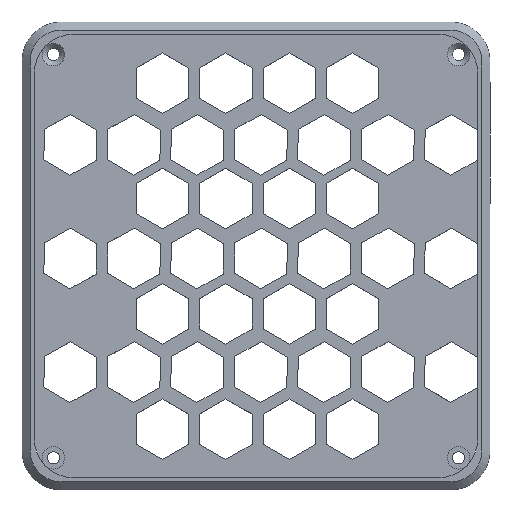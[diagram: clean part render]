
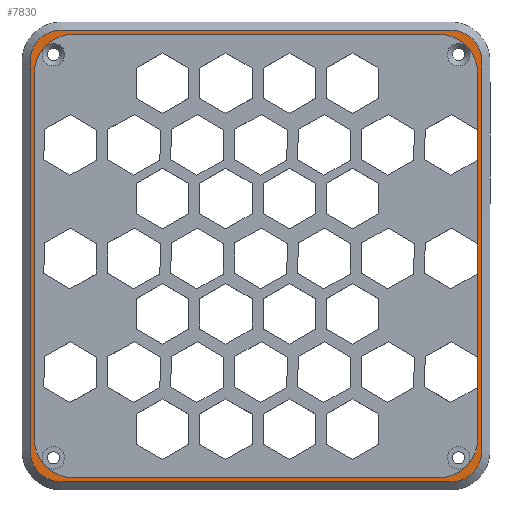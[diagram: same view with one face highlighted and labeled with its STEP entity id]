
A CAD part, top view. The second image highlights one B-rep face of the part: STEP entity #7830.
In plain terms, the highlighted planar face has unit normal (0, 0, 1).
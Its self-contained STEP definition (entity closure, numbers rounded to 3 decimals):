
#159=FACE_BOUND('',#1308,.T.);
#464=PLANE('',#8356);
#873=FACE_OUTER_BOUND('',#1307,.T.);
#1307=EDGE_LOOP('',(#7383,#7384,#7385,#7386,#7387,#7388,#7389,#7390));
#1308=EDGE_LOOP('',(#7391,#7392,#7393,#7394,#7395,#7396,#7397,#7398));
#2254=LINE('',#12764,#3214);
#2258=LINE('',#12773,#3218);
#2261=LINE('',#12781,#3221);
#2264=LINE('',#12789,#3224);
#2265=LINE('',#12797,#3225);
#2266=LINE('',#12801,#3226);
#2267=LINE('',#12805,#3227);
#2268=LINE('',#12808,#3228);
#3214=VECTOR('',#10290,10.);
#3218=VECTOR('',#10300,10.);
#3221=VECTOR('',#10309,10.);
#3224=VECTOR('',#10318,10.);
#3225=VECTOR('',#10327,10.);
#3226=VECTOR('',#10330,10.);
#3227=VECTOR('',#10333,10.);
#3228=VECTOR('',#10336,10.);
#3328=CIRCLE('',#8346,7.525);
#3329=CIRCLE('',#8349,7.525);
#3330=CIRCLE('',#8352,7.525);
#3331=CIRCLE('',#8355,7.525);
#3332=CIRCLE('',#8357,9.525);
#3333=CIRCLE('',#8358,9.525);
#3334=CIRCLE('',#8359,9.525);
#3335=CIRCLE('',#8360,9.525);
#4060=VERTEX_POINT('',#12761);
#4061=VERTEX_POINT('',#12763);
#4062=VERTEX_POINT('',#12767);
#4063=VERTEX_POINT('',#12771);
#4064=VERTEX_POINT('',#12775);
#4065=VERTEX_POINT('',#12779);
#4066=VERTEX_POINT('',#12783);
#4067=VERTEX_POINT('',#12787);
#4068=VERTEX_POINT('',#12793);
#4069=VERTEX_POINT('',#12794);
#4070=VERTEX_POINT('',#12796);
#4071=VERTEX_POINT('',#12798);
#4072=VERTEX_POINT('',#12800);
#4073=VERTEX_POINT('',#12802);
#4074=VERTEX_POINT('',#12804);
#4075=VERTEX_POINT('',#12806);
#5174=EDGE_CURVE('',#4060,#4061,#2254,.T.);
#5177=EDGE_CURVE('',#4062,#4060,#3328,.T.);
#5179=EDGE_CURVE('',#4063,#4062,#2258,.T.);
#5181=EDGE_CURVE('',#4064,#4063,#3329,.T.);
#5183=EDGE_CURVE('',#4065,#4064,#2261,.T.);
#5185=EDGE_CURVE('',#4066,#4065,#3330,.T.);
#5187=EDGE_CURVE('',#4067,#4066,#2264,.T.);
#5188=EDGE_CURVE('',#4061,#4067,#3331,.T.);
#5189=EDGE_CURVE('',#4068,#4069,#3332,.T.);
#5190=EDGE_CURVE('',#4069,#4070,#2265,.T.);
#5191=EDGE_CURVE('',#4070,#4071,#3333,.T.);
#5192=EDGE_CURVE('',#4071,#4072,#2266,.T.);
#5193=EDGE_CURVE('',#4072,#4073,#3334,.T.);
#5194=EDGE_CURVE('',#4073,#4074,#2267,.T.);
#5195=EDGE_CURVE('',#4074,#4075,#3335,.T.);
#5196=EDGE_CURVE('',#4075,#4068,#2268,.T.);
#7383=ORIENTED_EDGE('',*,*,#5174,.F.);
#7384=ORIENTED_EDGE('',*,*,#5177,.F.);
#7385=ORIENTED_EDGE('',*,*,#5179,.F.);
#7386=ORIENTED_EDGE('',*,*,#5181,.F.);
#7387=ORIENTED_EDGE('',*,*,#5183,.F.);
#7388=ORIENTED_EDGE('',*,*,#5185,.F.);
#7389=ORIENTED_EDGE('',*,*,#5187,.F.);
#7390=ORIENTED_EDGE('',*,*,#5188,.F.);
#7391=ORIENTED_EDGE('',*,*,#5189,.T.);
#7392=ORIENTED_EDGE('',*,*,#5190,.T.);
#7393=ORIENTED_EDGE('',*,*,#5191,.T.);
#7394=ORIENTED_EDGE('',*,*,#5192,.T.);
#7395=ORIENTED_EDGE('',*,*,#5193,.T.);
#7396=ORIENTED_EDGE('',*,*,#5194,.T.);
#7397=ORIENTED_EDGE('',*,*,#5195,.T.);
#7398=ORIENTED_EDGE('',*,*,#5196,.T.);
#7830=ADVANCED_FACE('',(#873,#159),#464,.T.);
#8346=AXIS2_PLACEMENT_3D('',#12769,#10295,#10296);
#8349=AXIS2_PLACEMENT_3D('',#12777,#10304,#10305);
#8352=AXIS2_PLACEMENT_3D('',#12785,#10313,#10314);
#8355=AXIS2_PLACEMENT_3D('',#12791,#10321,#10322);
#8356=AXIS2_PLACEMENT_3D('',#12792,#10323,#10324);
#8357=AXIS2_PLACEMENT_3D('',#12795,#10325,#10326);
#8358=AXIS2_PLACEMENT_3D('',#12799,#10328,#10329);
#8359=AXIS2_PLACEMENT_3D('',#12803,#10331,#10332);
#8360=AXIS2_PLACEMENT_3D('',#12807,#10334,#10335);
#10290=DIRECTION('',(0.,1.,0.));
#10295=DIRECTION('center_axis',(0.,0.,-1.));
#10296=DIRECTION('ref_axis',(-1.,0.,0.));
#10300=DIRECTION('',(-1.,0.,0.));
#10304=DIRECTION('center_axis',(0.,0.,-1.));
#10305=DIRECTION('ref_axis',(0.,-1.,0.));
#10309=DIRECTION('',(0.,-1.,0.));
#10313=DIRECTION('center_axis',(0.,0.,-1.));
#10314=DIRECTION('ref_axis',(1.,0.,0.));
#10318=DIRECTION('',(1.,0.,0.));
#10321=DIRECTION('center_axis',(0.,0.,-1.));
#10322=DIRECTION('ref_axis',(0.,1.,0.));
#10323=DIRECTION('center_axis',(0.,0.,1.));
#10324=DIRECTION('ref_axis',(1.,0.,0.));
#10325=DIRECTION('center_axis',(0.,0.,-1.));
#10326=DIRECTION('ref_axis',(0.,1.,0.));
#10327=DIRECTION('',(1.,0.,0.));
#10328=DIRECTION('center_axis',(0.,0.,-1.));
#10329=DIRECTION('ref_axis',(1.,0.,0.));
#10330=DIRECTION('',(0.,-1.,0.));
#10331=DIRECTION('center_axis',(0.,0.,-1.));
#10332=DIRECTION('ref_axis',(0.,-1.,0.));
#10333=DIRECTION('',(-1.,0.,0.));
#10334=DIRECTION('center_axis',(0.,0.,-1.));
#10335=DIRECTION('ref_axis',(-1.,0.,0.));
#10336=DIRECTION('',(0.,1.,0.));
#12761=CARTESIAN_POINT('',(-55.15,-47.625,33.75));
#12763=CARTESIAN_POINT('',(-55.15,47.625,33.75));
#12764=CARTESIAN_POINT('',(-55.15,23.813,33.75));
#12767=CARTESIAN_POINT('',(-47.625,-55.15,33.75));
#12769=CARTESIAN_POINT('Origin',(-47.625,-47.625,33.75));
#12771=CARTESIAN_POINT('',(47.625,-55.15,33.75));
#12773=CARTESIAN_POINT('',(-23.813,-55.15,33.75));
#12775=CARTESIAN_POINT('',(55.15,-47.625,33.75));
#12777=CARTESIAN_POINT('Origin',(47.625,-47.625,33.75));
#12779=CARTESIAN_POINT('',(55.15,47.625,33.75));
#12781=CARTESIAN_POINT('',(55.15,-23.813,33.75));
#12783=CARTESIAN_POINT('',(47.625,55.15,33.75));
#12785=CARTESIAN_POINT('Origin',(47.625,47.625,33.75));
#12787=CARTESIAN_POINT('',(-47.625,55.15,33.75));
#12789=CARTESIAN_POINT('',(23.813,55.15,33.75));
#12791=CARTESIAN_POINT('Origin',(-47.625,47.625,33.75));
#12792=CARTESIAN_POINT('Origin',(0.,0.,33.75));
#12793=CARTESIAN_POINT('',(-54.15,44.625,33.75));
#12794=CARTESIAN_POINT('',(-44.625,54.15,33.75));
#12795=CARTESIAN_POINT('Origin',(-44.625,44.625,33.75));
#12796=CARTESIAN_POINT('',(44.625,54.15,33.75));
#12797=CARTESIAN_POINT('',(-44.625,54.15,33.75));
#12798=CARTESIAN_POINT('',(54.15,44.625,33.75));
#12799=CARTESIAN_POINT('Origin',(44.625,44.625,33.75));
#12800=CARTESIAN_POINT('',(54.15,-44.625,33.75));
#12801=CARTESIAN_POINT('',(54.15,44.625,33.75));
#12802=CARTESIAN_POINT('',(44.625,-54.15,33.75));
#12803=CARTESIAN_POINT('Origin',(44.625,-44.625,33.75));
#12804=CARTESIAN_POINT('',(-44.625,-54.15,33.75));
#12805=CARTESIAN_POINT('',(44.625,-54.15,33.75));
#12806=CARTESIAN_POINT('',(-54.15,-44.625,33.75));
#12807=CARTESIAN_POINT('Origin',(-44.625,-44.625,33.75));
#12808=CARTESIAN_POINT('',(-54.15,-44.625,33.75));
